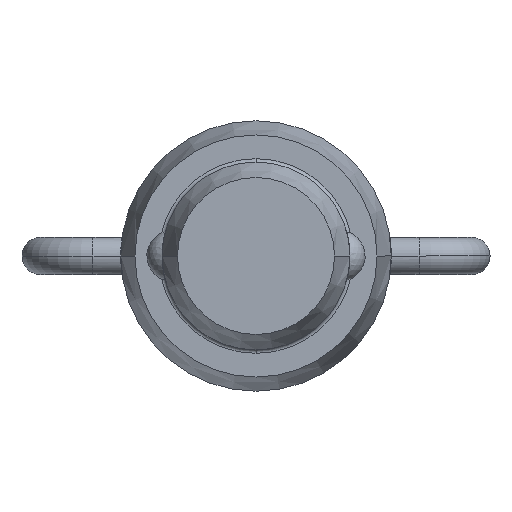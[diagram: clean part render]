
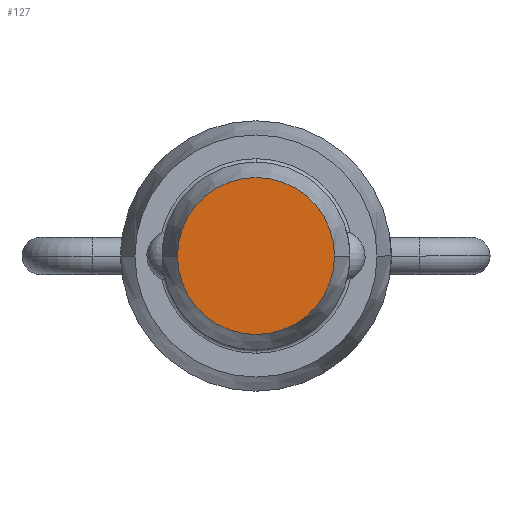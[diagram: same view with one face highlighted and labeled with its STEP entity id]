
A CAD part, front view. The second image highlights one B-rep face of the part: STEP entity #127.
In plain terms, the highlighted planar face has unit normal (0, -1, 0).
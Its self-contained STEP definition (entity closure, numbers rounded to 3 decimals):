
#127=ADVANCED_FACE('',(#258),#259,.T.);
#258=FACE_OUTER_BOUND('',#391,.T.);
#259=PLANE('',#392);
#391=EDGE_LOOP('',(#701,#702));
#392=AXIS2_PLACEMENT_3D('',#703,#704,#705);
#701=ORIENTED_EDGE('',*,*,#915,.T.);
#702=ORIENTED_EDGE('',*,*,#802,.T.);
#703=CARTESIAN_POINT('',(-2.778,-29.972,0.0));
#704=DIRECTION('',(0.,-1.0,0.0));
#705=DIRECTION('',(1.0,0.,0.0));
#802=EDGE_CURVE('',#955,#952,#956,.T.);
#915=EDGE_CURVE('',#952,#955,#1120,.T.);
#952=VERTEX_POINT('',#1159);
#955=VERTEX_POINT('',#1163);
#956=CIRCLE('',#1164,4.646);
#1120=CIRCLE('',#1500,4.646);
#1159=CARTESIAN_POINT('',(-4.646,-29.972,0.0));
#1163=CARTESIAN_POINT('',(4.646,-29.972,0.));
#1164=AXIS2_PLACEMENT_3D('',#1565,#1566,#1567);
#1500=AXIS2_PLACEMENT_3D('',#1740,#1741,#1742);
#1565=CARTESIAN_POINT('',(0.0,-29.972,0.0));
#1566=DIRECTION('',(0.,-1.0,0.0));
#1567=DIRECTION('',(-1.0,0.,0.0));
#1740=CARTESIAN_POINT('',(0.0,-29.972,0.0));
#1741=DIRECTION('',(0.,-1.0,0.0));
#1742=DIRECTION('',(-1.0,0.,0.0));
